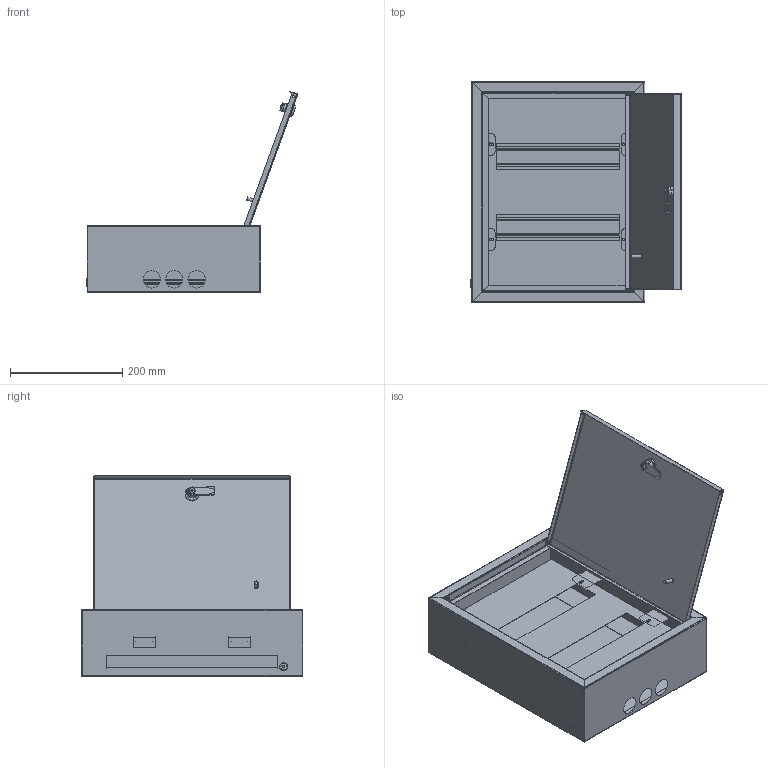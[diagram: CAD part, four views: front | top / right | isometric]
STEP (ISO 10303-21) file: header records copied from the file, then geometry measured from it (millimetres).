
FILE_DESCRIPTION (( 'STEP AP203' ), '1' );
FILE_NAME ('MKM14-N-24-31-Z TITAN 3 Êîðïóñ ìåòàëëè÷åñêèé ÙÐí-24 (395õ310õ120) IP31 IEK.STEP', '2023-12-19T07:56:03', ( '' ), ( '' ), 'SwSTEP 2.0', 'SolidWorks 2022', '' );
FILE_SCHEMA (( 'CONFIG_CONTROL_DESIGN' ));
Length unit declared in the file: millimetre
Products named in the file (20): Винт резьбовыдавливающий М4x8_-00; IEK 702.001_702.001-03; КИВА 012.02.00_Дверь в сборе_012.02.00-01.1; КИВА 050.01.04_КИВА 050.01.04-01; КИВА 050.04.01_ЩРн-18,24; Шпилька для конденсаторной сварки_М6х20; КИВА 050.05.01_ЩРн-18,24; КИВА 012.02.01_Дверь_012.02.01-01.1; Гайка фланцевая DIN 6923_М6; IEK 701.002_-02; КИВА 050.05.00СБ_ЩРн-18,24; IEK 702.002_-03; КИВА 050.01.00СБ_ЩРн-18,24; КИВА 050.04.00СБ_ЩРн-18,24; 705.025 Втулка; КИВА 012.00.01_ЩРн-24; КИВА 050.01.01_ЩРн-18,24; MKM14-N-24-31-Z TITAN 3 Корпус металлический ЩРн-24 (395х310х120) IP31 IEK; 705.026 Ось; Замок 19-16-40
Assembly tree (33 placements, depth 4):
  MKM14-N-24-31-Z TITAN 3 Корпус металлический ЩРн-24 (395х310х120) IP31 IEK
    КИВА 050.01.00СБ_ЩРн-18,24
      КИВА 050.04.00СБ_ЩРн-18,24
        КИВА 050.04.01_ЩРн-18,24
        КИВА 050.01.04_КИВА 050.01.04-01
        IEK 701.002_-02  x2
      КИВА 050.05.00СБ_ЩРн-18,24
        КИВА 050.05.01_ЩРн-18,24
        КИВА 050.01.04_КИВА 050.01.04-01
        IEK 701.002_-02  x2
      КИВА 050.01.01_ЩРн-18,24
      Гайка фланцевая DIN 6923_М6
    КИВА 012.02.00_Дверь в сборе_012.02.00-01.1
      КИВА 012.02.01_Дверь_012.02.01-01.1
      Шпилька для конденсаторной сварки_М6х20
      Замок 19-16-40
    IEK 702.001_702.001-03  x2
    IEK 702.002_-03
    705.025 Втулка  x4
    705.026 Ось  x2
    Винт резьбовыдавливающий М4x8_-00  x6
    КИВА 012.00.01_ЩРн-24
Bounding box: 376.47 x 394.8 x 359.77 mm (x, y, z)
Volume: 512588.1 mm3; surface area: 1245696.7 mm2
Topology: 30 solids, 31 shells, 836 faces, 1967 edges, 1225 vertices
Faces by surface type: plane 492, cylinder 244, bspline 46, torus 26, cone 21, sphere 7
Full cylindrical faces by diameter (mm): 0.1 x8, 1 x1, 2.9 x2, 3.4 x12, 3.9 x4, 4 x11, 4.2 x12, 5.5 x10, 6 x1, 6.2 x2, 6.9 x4, 7 x4, 7.5 x2, 8 x1, 10 x10, 11 x1, 14.2 x1, 14.6 x1, 23 x1, 31 x3
Entity records: 18726 total; most frequent: CARTESIAN_POINT 4306, DIRECTION 2402, ORIENTED_EDGE 2356, EDGE_CURVE 1178, AXIS2_PLACEMENT_3D 814, LINE 774, VECTOR 774, VERTEX_POINT 750
